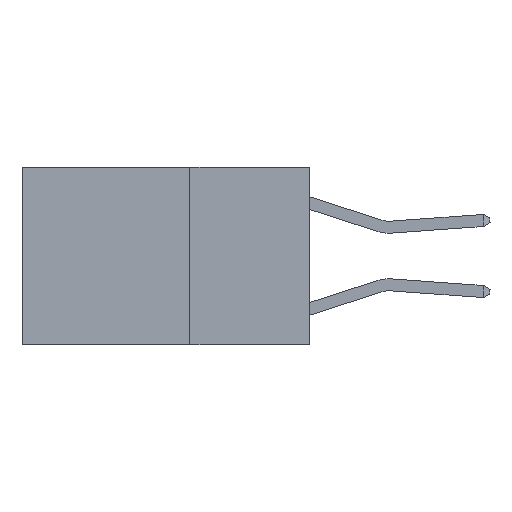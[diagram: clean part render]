
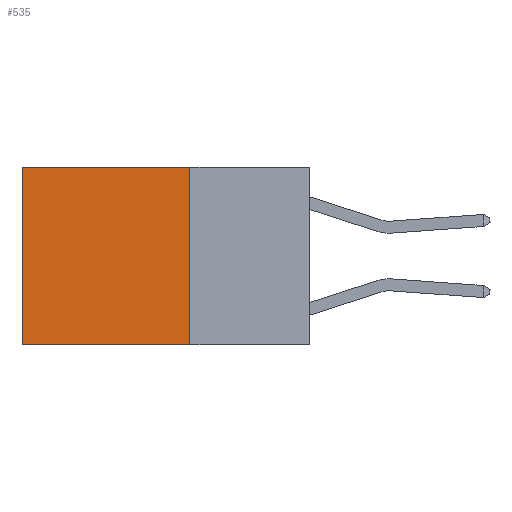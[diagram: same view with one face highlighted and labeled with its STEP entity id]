
A CAD part, left-side view. The second image highlights one B-rep face of the part: STEP entity #535.
In plain terms, the highlighted planar face has unit normal (-1, 0, 0).
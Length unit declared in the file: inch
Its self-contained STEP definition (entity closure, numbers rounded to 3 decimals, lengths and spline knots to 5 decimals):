
#535 = ADVANCED_FACE ( 'NONE', ( #17641 ), #1425, .F. ) ;
#1036 = LINE ( 'NONE', #2522, #7280 ) ;
#1425 = PLANE ( 'NONE',  #18202 ) ;
#2010 = VECTOR ( 'NONE', #14016, 39.37008 ) ;
#2023 = EDGE_CURVE ( 'NONE', #11750, #20107, #15378, .T. ) ;
#2522 = CARTESIAN_POINT ( 'NONE',  ( 0.2625, 0.6, 0. ) ) ;
#3766 = DIRECTION ( 'NONE',  ( 0., 0., -1. ) ) ;
#4511 = CARTESIAN_POINT ( 'NONE',  ( 0.2625, 0.6, -0.37 ) ) ;
#4538 = DIRECTION ( 'NONE',  ( 0., 0., -1. ) ) ;
#6051 = DIRECTION ( 'NONE',  ( 1., 0., 0. ) ) ;
#7280 = VECTOR ( 'NONE', #17475, 39.37008 ) ;
#7594 = EDGE_CURVE ( 'NONE', #20107, #16565, #12721, .T. ) ;
#8311 = ORIENTED_EDGE ( 'NONE', *, *, #15097, .T. ) ;
#8407 = ORIENTED_EDGE ( 'NONE', *, *, #11043, .T. ) ;
#9686 = ORIENTED_EDGE ( 'NONE', *, *, #2023, .F. ) ;
#10379 = ORIENTED_EDGE ( 'NONE', *, *, #7594, .F. ) ;
#11043 = EDGE_CURVE ( 'NONE', #11750, #15750, #18949, .T. ) ;
#11069 = VECTOR ( 'NONE', #3766, 39.37008 ) ;
#11728 = CARTESIAN_POINT ( 'NONE',  ( 0.2625, 0.25, 0. ) ) ;
#11750 = VERTEX_POINT ( 'NONE', #11728 ) ;
#12610 = DIRECTION ( 'NONE',  ( 0., 1., 0. ) ) ;
#12721 = LINE ( 'NONE', #19043, #15932 ) ;
#13659 = CARTESIAN_POINT ( 'NONE',  ( 0.2625, 0.25, 0. ) ) ;
#14016 = DIRECTION ( 'NONE',  ( 0., 1., 0. ) ) ;
#15097 = EDGE_CURVE ( 'NONE', #15750, #16565, #1036, .T. ) ;
#15378 = LINE ( 'NONE', #13659, #11069 ) ;
#15750 = VERTEX_POINT ( 'NONE', #18507 ) ;
#15903 = EDGE_LOOP ( 'NONE', ( #8311, #10379, #9686, #8407 ) ) ;
#15932 = VECTOR ( 'NONE', #12610, 39.37008 ) ;
#16565 = VERTEX_POINT ( 'NONE', #4511 ) ;
#17475 = DIRECTION ( 'NONE',  ( 0., 0., -1. ) ) ;
#17641 = FACE_OUTER_BOUND ( 'NONE', #15903, .T. ) ;
#18202 = AXIS2_PLACEMENT_3D ( 'NONE', #20775, #6051, #4538 ) ;
#18507 = CARTESIAN_POINT ( 'NONE',  ( 0.2625, 0.6, 0. ) ) ;
#18890 = CARTESIAN_POINT ( 'NONE',  ( 0.2625, 0.25, -0.37 ) ) ;
#18949 = LINE ( 'NONE', #19063, #2010 ) ;
#19043 = CARTESIAN_POINT ( 'NONE',  ( 0.2625, 0.25, -0.37 ) ) ;
#19063 = CARTESIAN_POINT ( 'NONE',  ( 0.2625, 0.25, 0. ) ) ;
#20107 = VERTEX_POINT ( 'NONE', #18890 ) ;
#20775 = CARTESIAN_POINT ( 'NONE',  ( 0.2625, 0.25, 0. ) ) ;
